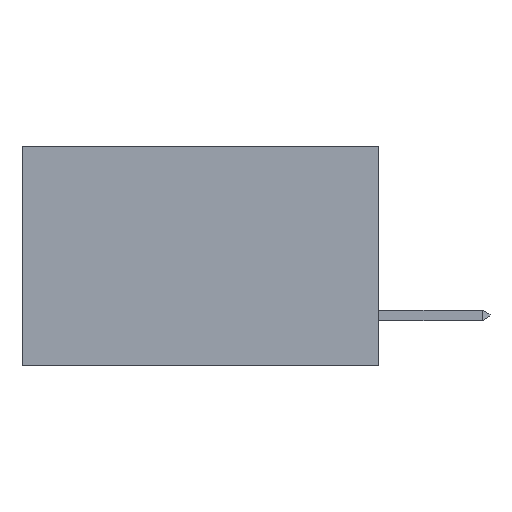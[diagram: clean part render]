
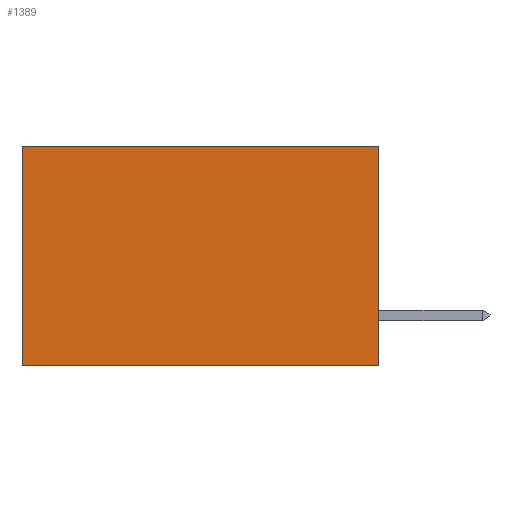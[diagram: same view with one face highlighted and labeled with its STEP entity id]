
A CAD part, left-side view. The second image highlights one B-rep face of the part: STEP entity #1389.
In plain terms, the highlighted planar face has unit normal (-1, 0, 0).
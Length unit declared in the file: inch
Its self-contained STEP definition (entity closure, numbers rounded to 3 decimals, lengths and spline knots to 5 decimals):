
#115 = ORIENTED_EDGE ( 'NONE', *, *, #6623, .F. ) ;
#253 = ORIENTED_EDGE ( 'NONE', *, *, #8013, .F. ) ;
#945 = ORIENTED_EDGE ( 'NONE', *, *, #4954, .T. ) ;
#1002 = DIRECTION ( 'NONE',  ( 0., 0., -1. ) ) ;
#1175 = DIRECTION ( 'NONE',  ( 0., 0., -1. ) ) ;
#1234 = VERTEX_POINT ( 'NONE', #2776 ) ;
#1316 = CARTESIAN_POINT ( 'NONE',  ( 0.2615, 0.6, -0.37 ) ) ;
#1389 = ADVANCED_FACE ( 'NONE', ( #3030 ), #3611, .F. ) ;
#1652 = VECTOR ( 'NONE', #1175, 39.37008 ) ;
#1897 = VECTOR ( 'NONE', #6466, 39.37008 ) ;
#2136 = CARTESIAN_POINT ( 'NONE',  ( 0.2615, 0., -0.37 ) ) ;
#2267 = DIRECTION ( 'NONE',  ( 0., 1., 0. ) ) ;
#2587 = LINE ( 'NONE', #3164, #4321 ) ;
#2776 = CARTESIAN_POINT ( 'NONE',  ( 0.2615, 0., -0.37 ) ) ;
#2891 = DIRECTION ( 'NONE',  ( 1., 0., 0. ) ) ;
#3030 = FACE_OUTER_BOUND ( 'NONE', #4096, .T. ) ;
#3094 = CARTESIAN_POINT ( 'NONE',  ( 0.2615, 0.6, -0.37 ) ) ;
#3164 = CARTESIAN_POINT ( 'NONE',  ( 0.2615, 0., 0. ) ) ;
#3611 = PLANE ( 'NONE',  #7658 ) ;
#3661 = LINE ( 'NONE', #3094, #1897 ) ;
#3825 = VERTEX_POINT ( 'NONE', #1316 ) ;
#3872 = DIRECTION ( 'NONE',  ( 0., 1., 0. ) ) ;
#4096 = EDGE_LOOP ( 'NONE', ( #945, #115, #253, #8014 ) ) ;
#4321 = VECTOR ( 'NONE', #3872, 39.37008 ) ;
#4710 = VERTEX_POINT ( 'NONE', #7481 ) ;
#4954 = EDGE_CURVE ( 'NONE', #7990, #3825, #3661, .T. ) ;
#5032 = CARTESIAN_POINT ( 'NONE',  ( 0.2615, 0., -0.37 ) ) ;
#5473 = LINE ( 'NONE', #2136, #8096 ) ;
#6182 = CARTESIAN_POINT ( 'NONE',  ( 0.2615, 0., -0.37 ) ) ;
#6388 = CARTESIAN_POINT ( 'NONE',  ( 0.2615, 0.6, 0. ) ) ;
#6466 = DIRECTION ( 'NONE',  ( 0., 0., -1. ) ) ;
#6623 = EDGE_CURVE ( 'NONE', #1234, #3825, #5473, .T. ) ;
#7195 = LINE ( 'NONE', #5032, #1652 ) ;
#7481 = CARTESIAN_POINT ( 'NONE',  ( 0.2615, 0., 0. ) ) ;
#7565 = EDGE_CURVE ( 'NONE', #4710, #7990, #2587, .T. ) ;
#7658 = AXIS2_PLACEMENT_3D ( 'NONE', #6182, #2891, #1002 ) ;
#7990 = VERTEX_POINT ( 'NONE', #6388 ) ;
#8013 = EDGE_CURVE ( 'NONE', #4710, #1234, #7195, .T. ) ;
#8014 = ORIENTED_EDGE ( 'NONE', *, *, #7565, .T. ) ;
#8096 = VECTOR ( 'NONE', #2267, 39.37008 ) ;
